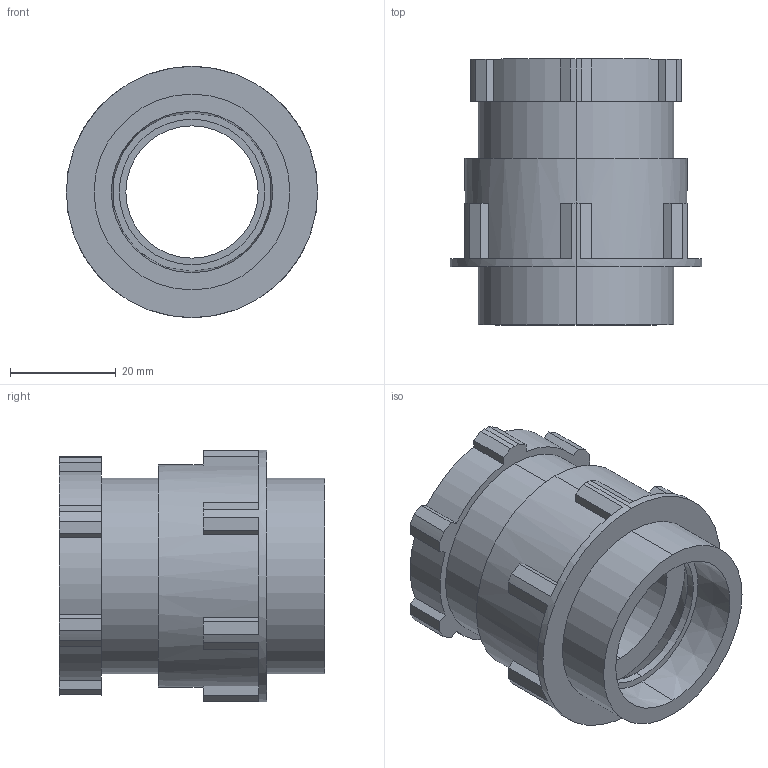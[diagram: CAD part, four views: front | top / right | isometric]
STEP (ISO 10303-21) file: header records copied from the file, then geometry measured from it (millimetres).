
FILE_DESCRIPTION (( 'STEP AP214' ), '1' );
FILE_NAME ('2036290.STP', '2020-07-20T08:01:58', ( '' ), ( '' ), 'SwSTEP 2.0', 'SolidWorks 2018', '' );
FILE_SCHEMA (( 'AUTOMOTIVE_DESIGN' ));
Length unit declared in the file: millimetre
Products named in the file (5): EV169-29-01_Standard; 022659_Pg29 Di25 30700094; 2036290; EV730_EV730-29; EV510-29_Standard
Assembly tree (4 placements, depth 2):
  2036290
    EV169-29-01_Standard
    EV510-29_Standard
    EV730_EV730-29
    022659_Pg29 Di25 30700094
Bounding box: 47.5 x 50.24 x 47.5 mm (x, y, z)
Volume: 30449.9 mm3; surface area: 19959.7 mm2
Topology: 4 solids, 4 shells, 114 faces, 301 edges, 198 vertices
Faces by surface type: plane 71, cylinder 35, cone 8
Entity records: 3757 total; most frequent: DIRECTION 645, CARTESIAN_POINT 620, ORIENTED_EDGE 602, EDGE_CURVE 301, AXIS2_PLACEMENT_3D 223, LINE 199, VECTOR 199, VERTEX_POINT 198
